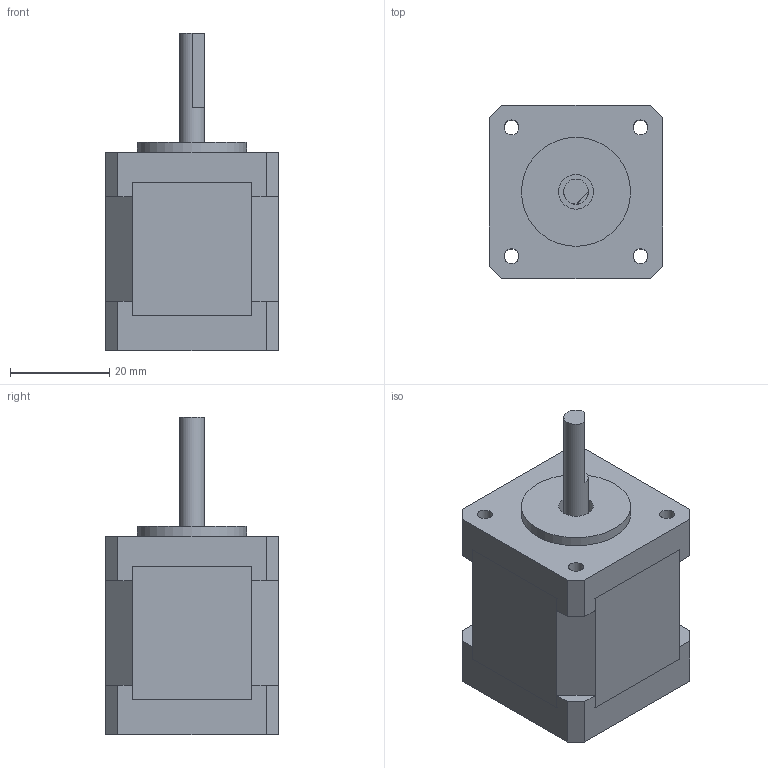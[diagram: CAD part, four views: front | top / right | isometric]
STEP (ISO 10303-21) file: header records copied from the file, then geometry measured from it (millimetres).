
FILE_DESCRIPTION(/* description */ (''),/* implementation_level */ '2;1');
FILE_NAME(/* name */ 'NEMA-14.step',/* time_stamp */ '2020-11-18T12:48:03-05:00',/* author */ (''),/* organization */ (''),/* preprocessor_version */ 'ST-DEVELOPER v18.1',/* originating_system */ 'Autodesk Translation Framework v9.3.0.1241',/* authorisation */ '');
FILE_SCHEMA (('AUTOMOTIVE_DESIGN { 1 0 10303 214 3 1 1 }'));
Length unit declared in the file: millimetre
Products named in the file (4): Nema 14 assem; nema 14 body - top plate; nema 14 body; nema 14 body - bottom plate
Assembly tree (3 placements, depth 2):
  Nema 14 assem
    nema 14 body - top plate
    nema 14 body
    nema 14 body - bottom plate
Bounding box: 35 x 35 x 64 mm (x, y, z)
Volume: 47006.3 mm3; surface area: 15134.2 mm2
Topology: 4 solids, 4 shells, 81 faces, 209 edges, 139 vertices
Faces by surface type: plane 65, cylinder 16
Full cylindrical faces by diameter (mm): 3 x12, 5 x1, 7 x2, 22 x1
Entity records: 2717 total; most frequent: CARTESIAN_POINT 436, ORIENTED_EDGE 418, DIRECTION 418, EDGE_CURVE 209, LINE 176, VECTOR 176, VERTEX_POINT 139, AXIS2_PLACEMENT_3D 121
